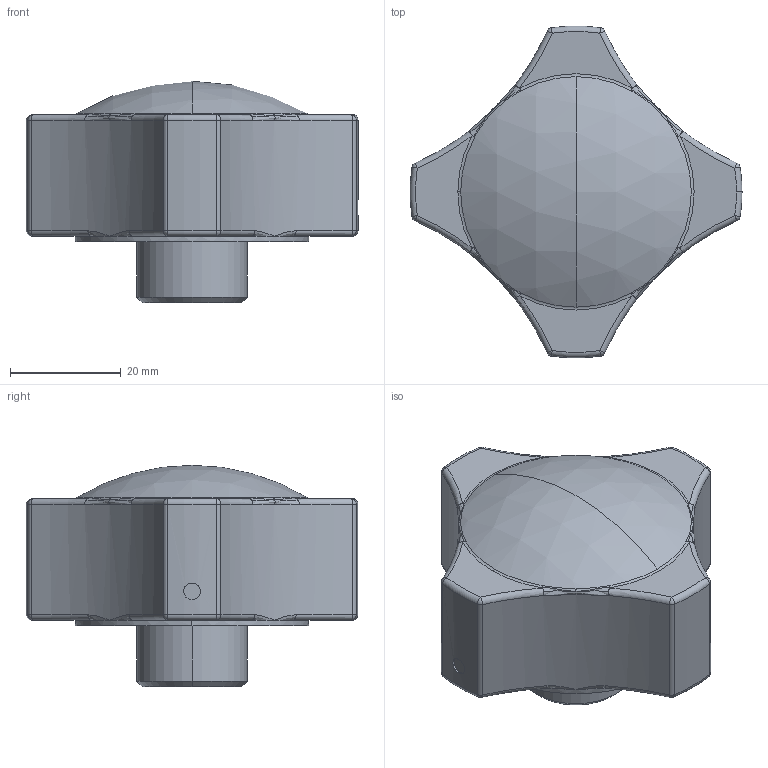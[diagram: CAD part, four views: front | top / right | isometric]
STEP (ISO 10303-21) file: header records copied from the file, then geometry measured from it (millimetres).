
FILE_DESCRIPTION (( 'STEP AP203' ), '1' );
FILE_NAME ('70705-21101917116458.step', '2006-11-01T14:17:11', ( 'SysAdmin' ), ( 'SolidWorks' ), 'SwSTEP 2.0', 'SolidWorks 2007', '' );
FILE_SCHEMA (( 'CONFIG_CONTROL_DESIGN' ));
Length unit declared in the file: millimetre
Products named in the file (1): 70705-21101917116458
Bounding box: 60 x 59.93 x 40 mm (x, y, z)
Volume: 51284 mm3; surface area: 9232.7 mm2
Topology: 1 solids, 1 shells, 123 faces, 277 edges, 151 vertices
Faces by surface type: bspline 32, torus 31, cylinder 27, sphere 18, plane 13, cone 2
Entity records: 4731 total; most frequent: CARTESIAN_POINT 2132, ORIENTED_EDGE 538, DIRECTION 524, EDGE_CURVE 269, AXIS2_PLACEMENT_3D 247, CIRCLE 155, VERTEX_POINT 151, EDGE_LOOP 126
